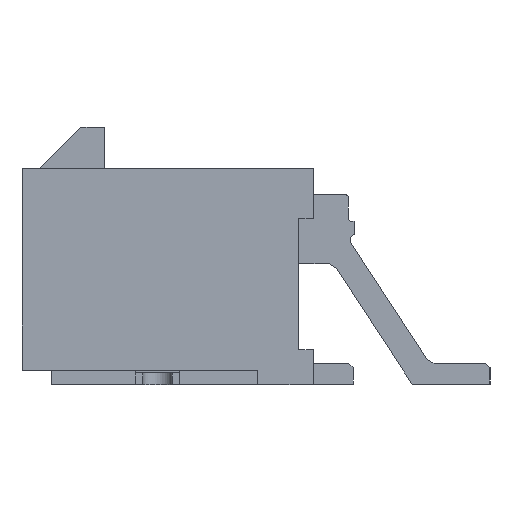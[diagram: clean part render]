
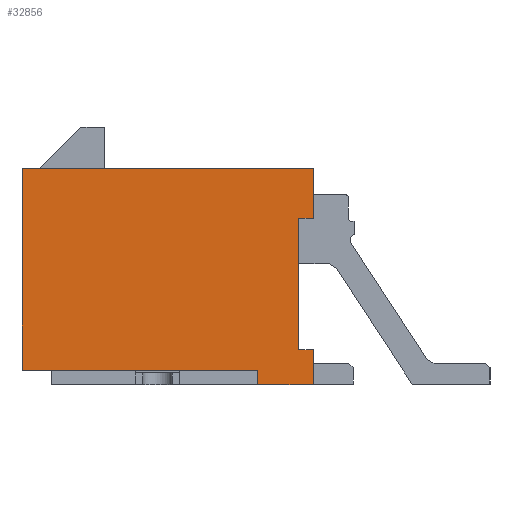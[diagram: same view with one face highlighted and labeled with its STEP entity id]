
A CAD part, left-side view. The second image highlights one B-rep face of the part: STEP entity #32856.
In plain terms, the highlighted face is planar.
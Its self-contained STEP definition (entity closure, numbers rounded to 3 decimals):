
#2228=ORIENTED_EDGE('',*,*,#8842,.T.);
#2229=ORIENTED_EDGE('',*,*,#8130,.F.);
#2230=ORIENTED_EDGE('',*,*,#8843,.T.);
#2231=ORIENTED_EDGE('',*,*,#8840,.T.);
#2232=ORIENTED_EDGE('',*,*,#8844,.T.);
#2233=ORIENTED_EDGE('',*,*,#8845,.T.);
#2234=ORIENTED_EDGE('',*,*,#8080,.F.);
#2235=ORIENTED_EDGE('',*,*,#8075,.T.);
#2236=ORIENTED_EDGE('',*,*,#8846,.T.);
#2237=ORIENTED_EDGE('',*,*,#8828,.F.);
#8075=EDGE_CURVE('',#11567,#11569,#13817,.T.);
#8080=EDGE_CURVE('',#11567,#11572,#13822,.T.);
#8130=EDGE_CURVE('',#11608,#11606,#13872,.T.);
#8828=EDGE_CURVE('',#12090,#12089,#14518,.T.);
#8840=EDGE_CURVE('',#12098,#12097,#14530,.T.);
#8842=EDGE_CURVE('',#12090,#11606,#14532,.T.);
#8843=EDGE_CURVE('',#11608,#12098,#14533,.T.);
#8844=EDGE_CURVE('',#12097,#12099,#14534,.T.);
#8845=EDGE_CURVE('',#12099,#11572,#14535,.T.);
#8846=EDGE_CURVE('',#11569,#12089,#14536,.T.);
#11567=VERTEX_POINT('',#43209);
#11569=VERTEX_POINT('',#43213);
#11572=VERTEX_POINT('',#43223);
#11606=VERTEX_POINT('',#43323);
#11608=VERTEX_POINT('',#43327);
#12089=VERTEX_POINT('',#44674);
#12090=VERTEX_POINT('',#44678);
#12097=VERTEX_POINT('',#44702);
#12098=VERTEX_POINT('',#44704);
#12099=VERTEX_POINT('',#44710);
#13817=LINE('',#43214,#17035);
#13822=LINE('',#43224,#17040);
#13872=LINE('',#43328,#17090);
#14518=LINE('',#44679,#17736);
#14530=LINE('',#44703,#17748);
#14532=LINE('',#44707,#17750);
#14533=LINE('',#44708,#17751);
#14534=LINE('',#44709,#17752);
#14535=LINE('',#44711,#17753);
#14536=LINE('',#44712,#17754);
#17035=VECTOR('',#36284,1000.);
#17040=VECTOR('',#36293,1000.);
#17090=VECTOR('',#36379,1000.);
#17736=VECTOR('',#37471,1000.);
#17748=VECTOR('',#37493,1000.);
#17750=VECTOR('',#37497,1000.);
#17751=VECTOR('',#37498,1000.);
#17752=VECTOR('',#37499,1000.);
#17753=VECTOR('',#37500,1000.);
#17754=VECTOR('',#37501,1000.);
#19916=EDGE_LOOP('',(#2228,#2229,#2230,#2231,#2232,#2233,#2234,#2235,#2236,
#2237));
#21270=FACE_BOUND('',#19916,.T.);
#22599=PLANE('',#34214);
#32856=ADVANCED_FACE('',(#21270),#22599,.T.);
#34214=AXIS2_PLACEMENT_3D('',#44706,#37495,#37496);
#36284=DIRECTION('',(0.,0.,-1.));
#36293=DIRECTION('',(-1.,0.,0.));
#36379=DIRECTION('',(0.,0.,1.));
#37471=DIRECTION('',(0.,0.,-1.));
#37493=DIRECTION('',(0.,0.,1.));
#37495=DIRECTION('',(0.,1.,0.));
#37496=DIRECTION('',(0.,0.,1.));
#37497=DIRECTION('',(-1.,0.,0.));
#37498=DIRECTION('',(-1.,0.,0.));
#37499=DIRECTION('',(1.,0.,0.));
#37500=DIRECTION('',(0.,0.,-1.));
#37501=DIRECTION('',(-1.,0.,0.));
#43209=CARTESIAN_POINT('',(3.93,19.85,-3.05));
#43213=CARTESIAN_POINT('',(3.93,19.85,-4.95));
#43214=CARTESIAN_POINT('',(3.93,19.85,-3.05));
#43223=CARTESIAN_POINT('',(3.43,19.85,-3.05));
#43224=CARTESIAN_POINT('',(3.93,19.85,-3.05));
#43323=CARTESIAN_POINT('',(-1.73,19.85,-4.45));
#43327=CARTESIAN_POINT('',(-1.73,19.85,-4.95));
#43328=CARTESIAN_POINT('',(-1.73,19.85,-4.95));
#44674=CARTESIAN_POINT('',(2.73,19.85,-4.95));
#44678=CARTESIAN_POINT('',(2.73,19.85,-4.45));
#44679=CARTESIAN_POINT('',(2.73,19.85,-4.45));
#44702=CARTESIAN_POINT('',(-3.43,19.85,4.95));
#44703=CARTESIAN_POINT('',(-3.43,19.85,-4.95));
#44704=CARTESIAN_POINT('',(-3.43,19.85,-4.95));
#44706=CARTESIAN_POINT('',(0.,19.85,0.));
#44707=CARTESIAN_POINT('',(-2.73,19.85,-4.45));
#44708=CARTESIAN_POINT('',(3.43,19.85,-4.95));
#44709=CARTESIAN_POINT('',(-3.43,19.85,4.95));
#44710=CARTESIAN_POINT('',(3.43,19.85,4.95));
#44711=CARTESIAN_POINT('',(3.43,19.85,4.95));
#44712=CARTESIAN_POINT('',(3.43,19.85,-4.95));
